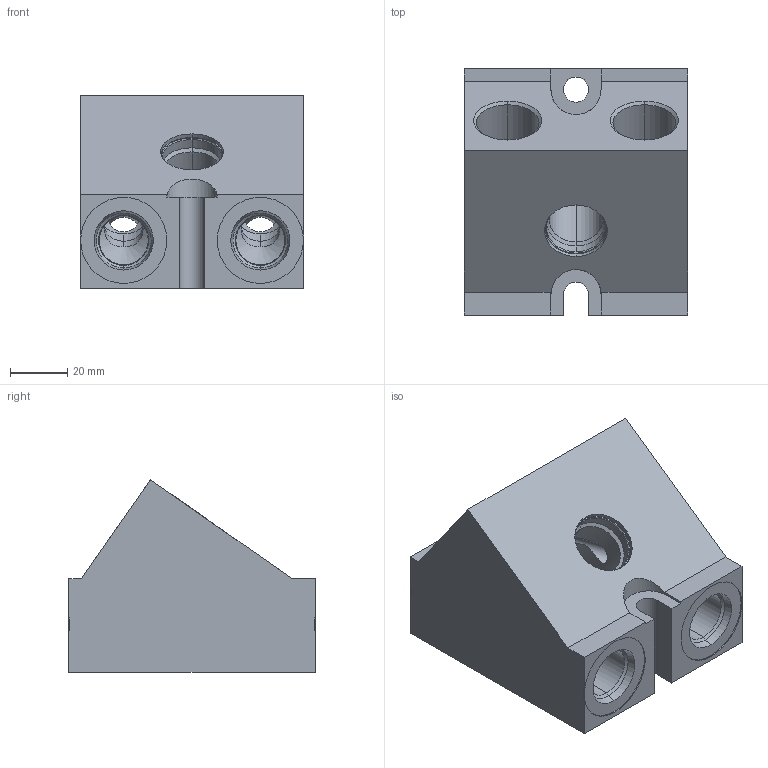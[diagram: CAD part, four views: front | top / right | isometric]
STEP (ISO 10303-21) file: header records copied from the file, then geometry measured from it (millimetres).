
FILE_DESCRIPTION((''),'2;1');
FILE_NAME('XGJ_PRT','2017-07-21T',('Administrator'),(''),'PRO/ENGINEER BY PARAMETRIC TECHNOLOGY CORPORATION, 2006240','PRO/ENGINEER BY PARAMETRIC TECHNOLOGY CORPORATION, 2006240','');
FILE_SCHEMA(('CONFIG_CONTROL_DESIGN'));
Length unit declared in the file: inch
Products named in the file (1): XGJ_PRT
Bounding box: 77.77 x 85.85 x 67.06 mm (x, y, z)
Volume: 236535.6 mm3; surface area: 45247 mm2
Topology: 1 solids, 1 shells, 151 faces, 367 edges, 221 vertices
Faces by surface type: cylinder 66, cone 53, plane 30, torus 2
Entity records: 4844 total; most frequent: CARTESIAN_POINT 1252, DIRECTION 753, ORIENTED_EDGE 730, EDGE_CURVE 365, AXIS2_PLACEMENT_3D 293, VERTEX_POINT 221, EDGE_LOOP 174, VECTOR 167
